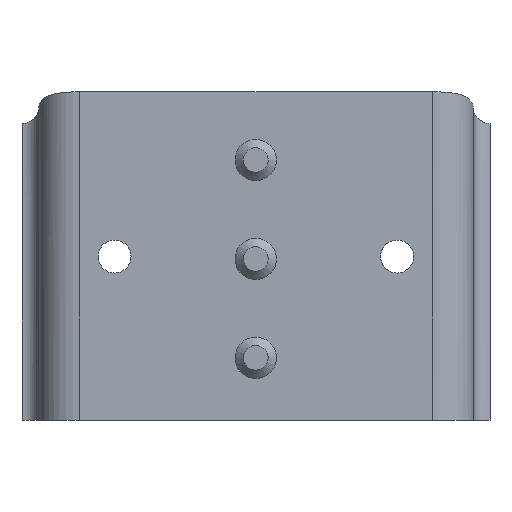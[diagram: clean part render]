
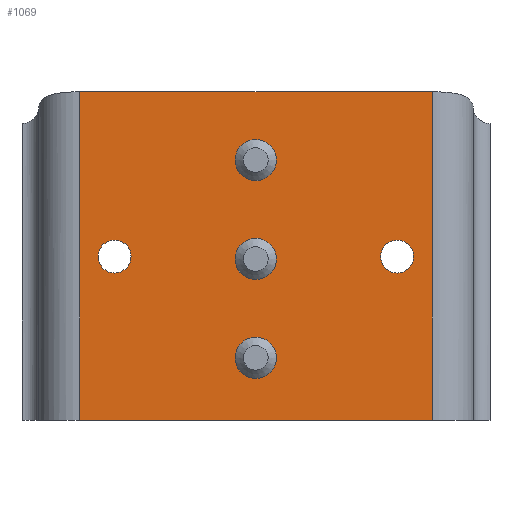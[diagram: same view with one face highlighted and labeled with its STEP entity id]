
A CAD part, top view. The second image highlights one B-rep face of the part: STEP entity #1069.
In plain terms, the highlighted planar face has unit normal (0, 0, 1).
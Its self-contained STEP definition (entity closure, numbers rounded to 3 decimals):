
#385=CARTESIAN_POINT('',(92.389,134.744,24.378));
#386=VERTEX_POINT('',#385);
#415=CARTESIAN_POINT('',(113.793,134.744,24.378));
#416=VERTEX_POINT('',#415);
#417=CARTESIAN_POINT('',(113.793,134.744,24.378));
#418=DIRECTION('',(-1.,-0.,0.));
#419=VECTOR('',#418,21.404);
#420=LINE('',#417,#419);
#421=EDGE_CURVE('',#416,#386,#420,.T.);
#750=CARTESIAN_POINT('',(93.509,124.749,24.378));
#751=VERTEX_POINT('',#750);
#766=CARTESIAN_POINT('',(95.509,124.749,24.378));
#767=VERTEX_POINT('',#766);
#768=CARTESIAN_POINT('',(94.509,124.749,24.378));
#769=DIRECTION('',(0.,0.,1.));
#770=DIRECTION('',(1.,0.,-0.));
#771=AXIS2_PLACEMENT_3D('',#768,#769,#770);
#772=CIRCLE('',#771,1.);
#773=EDGE_CURVE('',#751,#767,#772,.T.);
#775=CARTESIAN_POINT('',(94.509,124.749,24.378));
#776=DIRECTION('',(0.,0.,1.));
#777=DIRECTION('',(1.,0.,-0.));
#778=AXIS2_PLACEMENT_3D('',#775,#776,#777);
#779=CIRCLE('',#778,1.);
#780=EDGE_CURVE('',#767,#751,#779,.T.);
#792=CARTESIAN_POINT('',(110.659,124.749,24.378));
#793=VERTEX_POINT('',#792);
#808=CARTESIAN_POINT('',(112.659,124.749,24.378));
#809=VERTEX_POINT('',#808);
#810=CARTESIAN_POINT('',(111.659,124.749,24.378));
#811=DIRECTION('',(0.,0.,1.));
#812=DIRECTION('',(1.,0.,-0.));
#813=AXIS2_PLACEMENT_3D('',#810,#811,#812);
#814=CIRCLE('',#813,1.);
#815=EDGE_CURVE('',#793,#809,#814,.T.);
#817=CARTESIAN_POINT('',(111.659,124.749,24.378));
#818=DIRECTION('',(0.,0.,1.));
#819=DIRECTION('',(1.,0.,-0.));
#820=AXIS2_PLACEMENT_3D('',#817,#818,#819);
#821=CIRCLE('',#820,1.);
#822=EDGE_CURVE('',#809,#793,#821,.T.);
#834=CARTESIAN_POINT('',(113.793,114.824,24.378));
#835=VERTEX_POINT('',#834);
#843=CARTESIAN_POINT('',(92.389,114.824,24.378));
#844=VERTEX_POINT('',#843);
#845=CARTESIAN_POINT('',(113.793,114.824,24.378));
#846=DIRECTION('',(-1.,0.,0.));
#847=VECTOR('',#846,21.404);
#848=LINE('',#845,#847);
#849=EDGE_CURVE('',#835,#844,#848,.T.);
#890=CARTESIAN_POINT('',(113.793,114.824,24.378));
#891=DIRECTION('',(0.,1.,0.));
#892=VECTOR('',#891,19.92);
#893=LINE('',#890,#892);
#894=EDGE_CURVE('',#835,#416,#893,.T.);
#956=CARTESIAN_POINT('',(92.389,134.744,24.378));
#957=DIRECTION('',(0.,-1.,0.));
#958=VECTOR('',#957,19.92);
#959=LINE('',#956,#958);
#960=EDGE_CURVE('',#386,#844,#959,.T.);
#990=CARTESIAN_POINT('',(102.091,121.824,24.378));
#991=DIRECTION('',(0.,0.,1.));
#992=DIRECTION('',(1.,0.,0.));
#993=AXIS2_PLACEMENT_3D('',#990,#991,#992);
#994=PLANE('',#993);
#995=CARTESIAN_POINT('',(104.326,130.6,24.378));
#996=VERTEX_POINT('',#995);
#997=CARTESIAN_POINT('',(101.826,130.6,24.378));
#998=VERTEX_POINT('',#997);
#999=CARTESIAN_POINT('',(103.076,130.6,24.378));
#1000=DIRECTION('',(-0.,-0.,-1.));
#1001=DIRECTION('',(1.,0.,-0.));
#1002=AXIS2_PLACEMENT_3D('',#999,#1000,#1001);
#1003=CIRCLE('',#1002,1.25);
#1004=EDGE_CURVE('',#996,#998,#1003,.T.);
#1005=ORIENTED_EDGE('',*,*,#1004,.T.);
#1006=CARTESIAN_POINT('',(103.076,130.6,24.378));
#1007=DIRECTION('',(-0.,-0.,-1.));
#1008=DIRECTION('',(1.,0.,-0.));
#1009=AXIS2_PLACEMENT_3D('',#1006,#1007,#1008);
#1010=CIRCLE('',#1009,1.25);
#1011=EDGE_CURVE('',#998,#996,#1010,.T.);
#1012=ORIENTED_EDGE('',*,*,#1011,.T.);
#1013=EDGE_LOOP('',(#1005,#1012));
#1014=FACE_BOUND('',#1013,.T.);
#1015=CARTESIAN_POINT('',(104.326,118.6,24.378));
#1016=VERTEX_POINT('',#1015);
#1017=CARTESIAN_POINT('',(101.826,118.6,24.378));
#1018=VERTEX_POINT('',#1017);
#1019=CARTESIAN_POINT('',(103.076,118.6,24.378));
#1020=DIRECTION('',(-0.,-0.,-1.));
#1021=DIRECTION('',(1.,0.,-0.));
#1022=AXIS2_PLACEMENT_3D('',#1019,#1020,#1021);
#1023=CIRCLE('',#1022,1.25);
#1024=EDGE_CURVE('',#1016,#1018,#1023,.T.);
#1025=ORIENTED_EDGE('',*,*,#1024,.T.);
#1026=CARTESIAN_POINT('',(103.076,118.6,24.378));
#1027=DIRECTION('',(-0.,-0.,-1.));
#1028=DIRECTION('',(1.,0.,-0.));
#1029=AXIS2_PLACEMENT_3D('',#1026,#1027,#1028);
#1030=CIRCLE('',#1029,1.25);
#1031=EDGE_CURVE('',#1018,#1016,#1030,.T.);
#1032=ORIENTED_EDGE('',*,*,#1031,.T.);
#1033=EDGE_LOOP('',(#1025,#1032));
#1034=FACE_BOUND('',#1033,.T.);
#1035=CARTESIAN_POINT('',(104.326,124.6,24.378));
#1036=VERTEX_POINT('',#1035);
#1037=CARTESIAN_POINT('',(101.826,124.6,24.378));
#1038=VERTEX_POINT('',#1037);
#1039=CARTESIAN_POINT('',(103.076,124.6,24.378));
#1040=DIRECTION('',(-0.,-0.,-1.));
#1041=DIRECTION('',(1.,0.,-0.));
#1042=AXIS2_PLACEMENT_3D('',#1039,#1040,#1041);
#1043=CIRCLE('',#1042,1.25);
#1044=EDGE_CURVE('',#1036,#1038,#1043,.T.);
#1045=ORIENTED_EDGE('',*,*,#1044,.T.);
#1046=CARTESIAN_POINT('',(103.076,124.6,24.378));
#1047=DIRECTION('',(-0.,-0.,-1.));
#1048=DIRECTION('',(1.,0.,-0.));
#1049=AXIS2_PLACEMENT_3D('',#1046,#1047,#1048);
#1050=CIRCLE('',#1049,1.25);
#1051=EDGE_CURVE('',#1038,#1036,#1050,.T.);
#1052=ORIENTED_EDGE('',*,*,#1051,.T.);
#1053=EDGE_LOOP('',(#1045,#1052));
#1054=FACE_BOUND('',#1053,.T.);
#1055=ORIENTED_EDGE('',*,*,#773,.F.);
#1056=ORIENTED_EDGE('',*,*,#780,.F.);
#1057=EDGE_LOOP('',(#1055,#1056));
#1058=FACE_BOUND('',#1057,.T.);
#1059=ORIENTED_EDGE('',*,*,#849,.F.);
#1060=ORIENTED_EDGE('',*,*,#894,.T.);
#1061=ORIENTED_EDGE('',*,*,#421,.T.);
#1062=ORIENTED_EDGE('',*,*,#960,.T.);
#1063=EDGE_LOOP('',(#1059,#1060,#1061,#1062));
#1064=FACE_BOUND('',#1063,.T.);
#1065=ORIENTED_EDGE('',*,*,#815,.F.);
#1066=ORIENTED_EDGE('',*,*,#822,.F.);
#1067=EDGE_LOOP('',(#1065,#1066));
#1068=FACE_BOUND('',#1067,.T.);
#1069=ADVANCED_FACE('',(#1014,#1034,#1054,#1058,#1064,#1068),#994,.T.);
